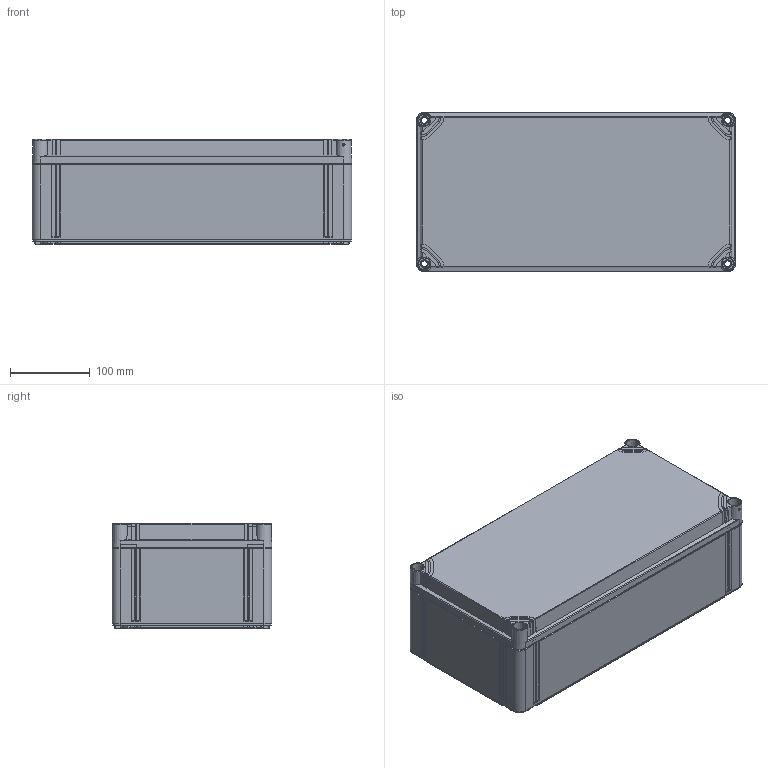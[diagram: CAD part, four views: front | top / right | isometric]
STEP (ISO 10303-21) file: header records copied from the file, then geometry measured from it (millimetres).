
FILE_DESCRIPTION((''),'2;1');
FILE_NAME('OPCP204013G_ASM','2008-12-19T',('pasi_koskela'),(''),'PRO/ENGINEER BY PARAMETRIC TECHNOLOGY CORPORATION, 2008250','PRO/ENGINEER BY PARAMETRIC TECHNOLOGY CORPORATION, 2008250','');
FILE_SCHEMA(('AUTOMOTIVE_DESIGN_CC2 { 1 2 10303 214 -1 1 5 2 }'));
Products named in the file (3): OPCP204010B; OPCG204003L; OPCP204013G_ASM
Assembly tree (2 placements, depth 2):
  OPCP204013G_ASM
    OPCP204010B
    OPCG204003L
Bounding box: 400 x 200 x 132 mm (x, y, z)
Volume: 1406298 mm3; surface area: 731949 mm2
Topology: 2 solids, 2 shells, 2417 faces, 6178 edges, 3889 vertices
Faces by surface type: plane 1099, cone 512, cylinder 486, torus 262, bspline 56, sphere 2
Entity records: 99465 total; most frequent: CARTESIAN_POINT 22354, ORIENTED_EDGE 12352, DIRECTION 12014, PRESENTATION_STYLE_ASSIGNMENT 6178, STYLED_ITEM 6178, CURVE_STYLE 6176, EDGE_CURVE 6176, AXIS2_PLACEMENT_3D 4278
